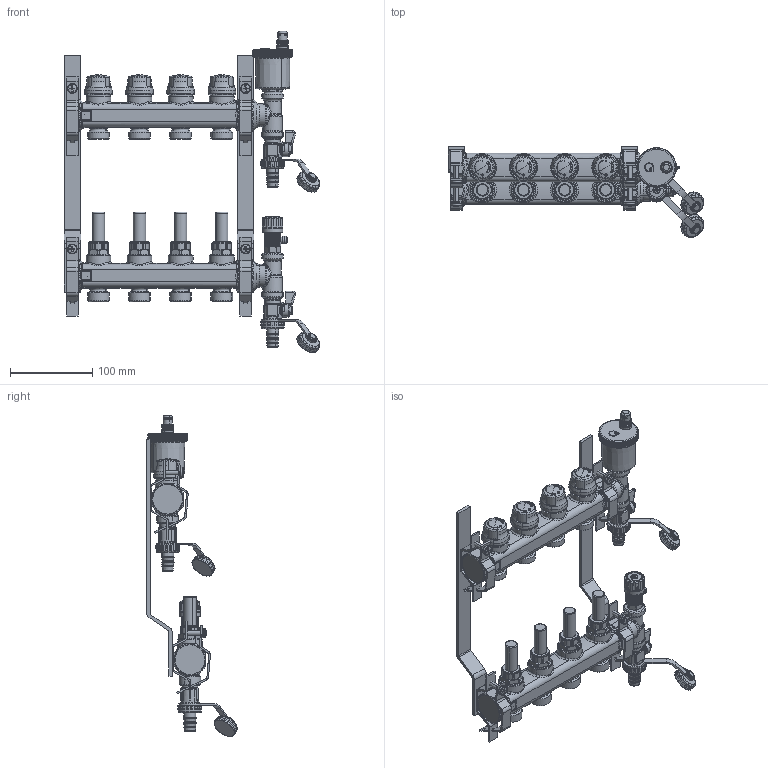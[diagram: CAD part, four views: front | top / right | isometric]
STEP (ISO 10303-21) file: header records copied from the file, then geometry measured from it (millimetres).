
FILE_DESCRIPTION(('CATIA V5 STEP Exchange'),'2;1');
FILE_NAME('STEP_6656D1_-_TST.stp','2018-02-27T08:51:22+00:00',('none'),('none'),'CATIA Version 5-6 Release 2016 SP4','CATIA V5 STEP AP203','none');
FILE_SCHEMA(('CONFIG_CONTROL_DESIGN'));
Products named in the file (1): _6656d10001_sw0001
Bounding box: 310.95 x 109.97 x 390.35 mm (x, y, z)
Surface area: 227460.5 mm2 (no closed solid volume)
Topology: 0 solids, 157 shells, 3731 faces, 11638 edges, 7591 vertices
Faces by surface type: cylinder 1069, plane 824, bspline 726, torus 612, cone 256, sphere 244
Entity records: 169820 total; most frequent: CARTESIAN_POINT 85355, ORIENTED_EDGE 19495, DIRECTION 12297, EDGE_CURVE 11453, VERTEX_POINT 7591, AXIS2_PLACEMENT_3D 5981, ADVANCED_FACE 3731, EDGE_LOOP 3731
